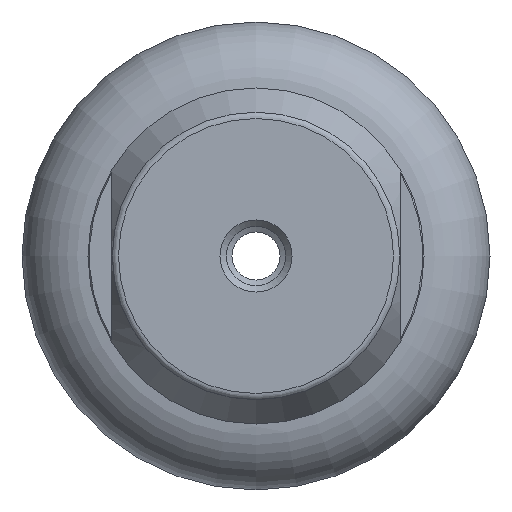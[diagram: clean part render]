
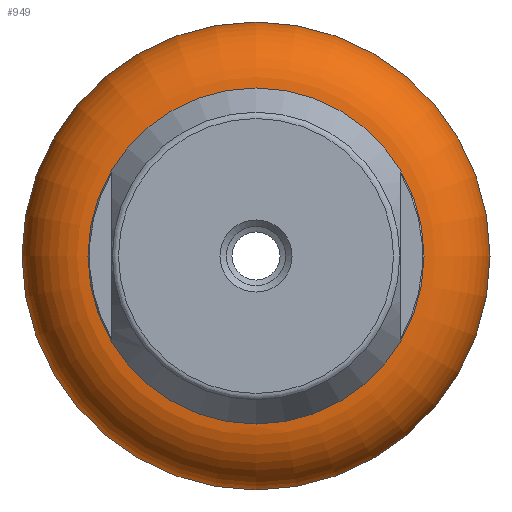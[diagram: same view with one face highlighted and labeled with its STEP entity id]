
A CAD part, front view. The second image highlights one B-rep face of the part: STEP entity #949.
In plain terms, the highlighted toroidal (fillet/blend) face has major radius 6.75 mm and minor radius 3 mm.
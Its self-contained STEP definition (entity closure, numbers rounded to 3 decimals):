
#52=TOROIDAL_SURFACE('',#1130,6.75,3.);
#312=ORIENTED_EDGE('',*,*,#436,.T.);
#313=ORIENTED_EDGE('',*,*,#438,.F.);
#436=EDGE_CURVE('',#527,#527,#601,.T.);
#438=EDGE_CURVE('',#529,#529,#603,.T.);
#527=VERTEX_POINT('',#1698);
#529=VERTEX_POINT('',#1704);
#601=CIRCLE('',#1125,6.75);
#603=CIRCLE('',#1129,6.75);
#720=EDGE_LOOP('',(#312));
#721=EDGE_LOOP('',(#313));
#852=FACE_BOUND('',#720,.T.);
#853=FACE_BOUND('',#721,.T.);
#949=ADVANCED_FACE('',(#852,#853),#52,.T.);
#1125=AXIS2_PLACEMENT_3D('',#1697,#1391,#1392);
#1129=AXIS2_PLACEMENT_3D('',#1703,#1399,#1400);
#1130=AXIS2_PLACEMENT_3D('',#1705,#1401,#1402);
#1391=DIRECTION('',(0.,-1.,0.));
#1392=DIRECTION('',(0.,0.,-1.));
#1399=DIRECTION('',(0.,-1.,0.));
#1400=DIRECTION('',(0.,0.,-1.));
#1401=DIRECTION('',(0.,-1.,0.));
#1402=DIRECTION('',(0.,0.,-1.));
#1697=CARTESIAN_POINT('',(0.,3.,0.));
#1698=CARTESIAN_POINT('',(0.,3.,-6.75));
#1703=CARTESIAN_POINT('',(0.,-3.,0.));
#1704=CARTESIAN_POINT('',(0.,-3.,-6.75));
#1705=CARTESIAN_POINT('',(0.,0.,0.));
